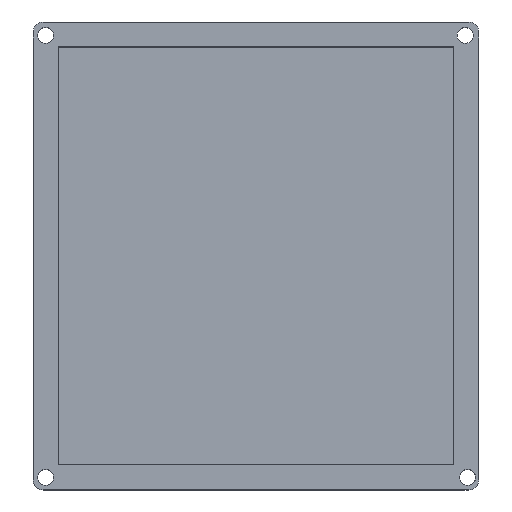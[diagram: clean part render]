
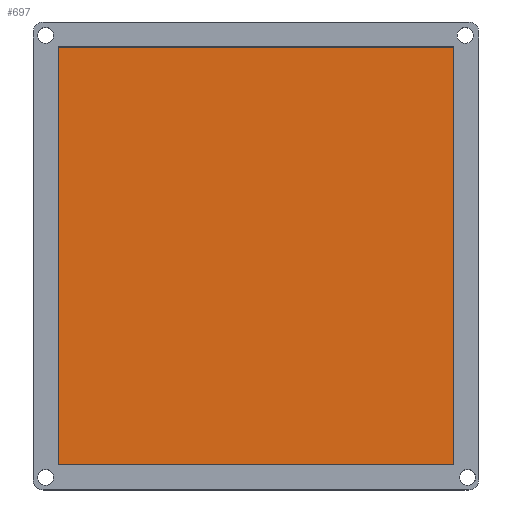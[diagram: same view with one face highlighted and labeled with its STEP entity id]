
A CAD part, top view. The second image highlights one B-rep face of the part: STEP entity #697.
In plain terms, the highlighted planar face has unit normal (0, 0, 1).
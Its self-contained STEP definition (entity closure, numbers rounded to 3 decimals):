
#40=PLANE('',#785);
#87=LINE('',#1259,#136);
#91=LINE('',#1267,#140);
#94=LINE('',#1273,#143);
#97=LINE('',#1278,#146);
#136=VECTOR('',#961,10.);
#140=VECTOR('',#967,10.);
#143=VECTOR('',#972,10.);
#146=VECTOR('',#977,10.);
#204=FACE_OUTER_BOUND('',#250,.T.);
#250=EDGE_LOOP('',(#650,#651,#652,#653));
#346=VERTEX_POINT('',#1257);
#347=VERTEX_POINT('',#1258);
#350=VERTEX_POINT('',#1266);
#352=VERTEX_POINT('',#1272);
#441=EDGE_CURVE('',#346,#347,#87,.T.);
#445=EDGE_CURVE('',#350,#346,#91,.T.);
#448=EDGE_CURVE('',#347,#352,#94,.T.);
#451=EDGE_CURVE('',#352,#350,#97,.T.);
#650=ORIENTED_EDGE('',*,*,#445,.T.);
#651=ORIENTED_EDGE('',*,*,#441,.T.);
#652=ORIENTED_EDGE('',*,*,#448,.T.);
#653=ORIENTED_EDGE('',*,*,#451,.T.);
#697=ADVANCED_FACE('',(#204),#40,.T.);
#785=AXIS2_PLACEMENT_3D('',#1283,#984,#985);
#961=DIRECTION('',(1.,0.,0.));
#967=DIRECTION('',(0.,-1.,0.));
#972=DIRECTION('',(0.,1.,0.));
#977=DIRECTION('',(-1.,0.,0.));
#984=DIRECTION('center_axis',(0.,0.,1.));
#985=DIRECTION('ref_axis',(1.,0.,0.));
#1257=CARTESIAN_POINT('',(0.,0.,3.));
#1258=CARTESIAN_POINT('',(79.24,0.,3.));
#1259=CARTESIAN_POINT('',(0.,0.,3.));
#1266=CARTESIAN_POINT('',(0.,83.685,3.));
#1267=CARTESIAN_POINT('',(0.,83.685,3.));
#1272=CARTESIAN_POINT('',(79.24,83.685,3.));
#1273=CARTESIAN_POINT('',(79.24,0.,3.));
#1278=CARTESIAN_POINT('',(79.24,83.685,3.));
#1283=CARTESIAN_POINT('Origin',(39.62,41.843,3.));
